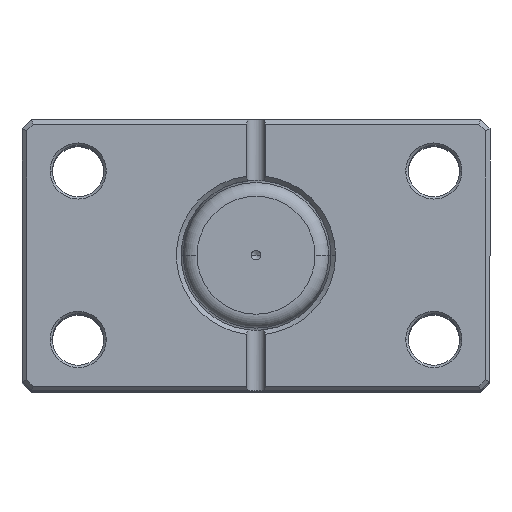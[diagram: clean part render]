
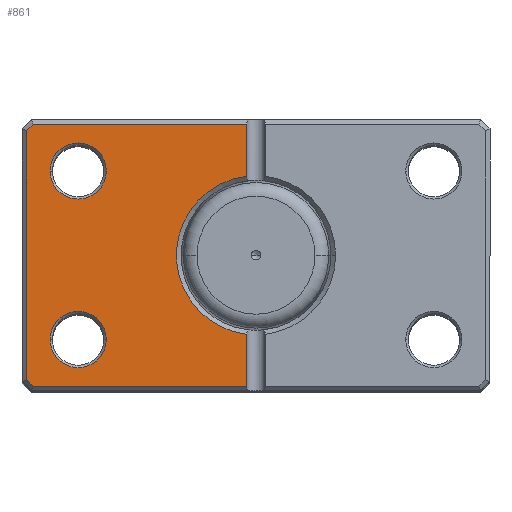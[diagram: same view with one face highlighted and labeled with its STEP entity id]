
A CAD part, top view. The second image highlights one B-rep face of the part: STEP entity #861.
In plain terms, the highlighted face is planar.
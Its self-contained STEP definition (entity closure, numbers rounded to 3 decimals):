
#30 = ORIENTED_EDGE ( 'NONE', *, *, #2054, .T. ) ;
#32 = CARTESIAN_POINT ( 'NONE',  ( 2., -28., 0. ) ) ;
#98 = CARTESIAN_POINT ( 'NONE',  ( 0., 0., 0. ) ) ;
#129 = CARTESIAN_POINT ( 'NONE',  ( 37.793, 37.793, 0. ) ) ;
#178 = DIRECTION ( 'NONE',  ( -1., 0., 0. ) ) ;
#214 = ORIENTED_EDGE ( 'NONE', *, *, #2035, .T. ) ;
#301 = ORIENTED_EDGE ( 'NONE', *, *, #2016, .T. ) ;
#326 = LINE ( 'NONE', #129, #4529 ) ;
#394 = EDGE_LOOP ( 'NONE', ( #4791, #3576 ) ) ;
#507 = CIRCLE ( 'NONE', #5956, 17. ) ;
#569 = VERTEX_POINT ( 'NONE', #4888 ) ;
#655 = VERTEX_POINT ( 'NONE', #4284 ) ;
#692 = DIRECTION ( 'NONE',  ( 1., 0., 0. ) ) ;
#715 = DIRECTION ( 'NONE',  ( 0.707, -0.707, 0. ) ) ;
#842 = VERTEX_POINT ( 'NONE', #4100 ) ;
#860 = VERTEX_POINT ( 'NONE', #3128 ) ;
#861 = ADVANCED_FACE ( 'NONE', ( #2155, #985, #3546 ), #5022, .F. ) ;
#982 = CIRCLE ( 'NONE', #5623, 6. ) ;
#985 = FACE_BOUND ( 'NONE', #6312, .T. ) ;
#1246 = CARTESIAN_POINT ( 'NONE',  ( 2., 29., 0. ) ) ;
#1393 = EDGE_CURVE ( 'NONE', #5572, #655, #982, .T. ) ;
#1467 = EDGE_CURVE ( 'NONE', #842, #860, #6471, .T. ) ;
#1480 = VERTEX_POINT ( 'NONE', #2710 ) ;
#1546 = CARTESIAN_POINT ( 'NONE',  ( 38., -18., 0. ) ) ;
#1567 = ORIENTED_EDGE ( 'NONE', *, *, #2047, .T. ) ;
#1658 = ORIENTED_EDGE ( 'NONE', *, *, #2024, .T. ) ;
#1758 = VERTEX_POINT ( 'NONE', #32 ) ;
#1763 = ORIENTED_EDGE ( 'NONE', *, *, #2033, .T. ) ;
#1876 = VECTOR ( 'NONE', #4816, 1000. ) ;
#1903 = DIRECTION ( 'NONE',  ( -0.707, -0.707, 0. ) ) ;
#2003 = EDGE_CURVE ( 'NONE', #860, #842, #4812, .T. ) ;
#2005 = EDGE_CURVE ( 'NONE', #655, #5572, #5878, .T. ) ;
#2016 = EDGE_CURVE ( 'NONE', #1758, #2639, #2049, .T. ) ;
#2022 = EDGE_CURVE ( 'NONE', #2639, #5699, #507, .T. ) ;
#2024 = EDGE_CURVE ( 'NONE', #5699, #569, #3289, .T. ) ;
#2033 = EDGE_CURVE ( 'NONE', #569, #5760, #3133, .T. ) ;
#2035 = EDGE_CURVE ( 'NONE', #5760, #1480, #326, .T. ) ;
#2047 = EDGE_CURVE ( 'NONE', #1480, #3258, #5444, .T. ) ;
#2049 = LINE ( 'NONE', #1246, #3443 ) ;
#2054 = EDGE_CURVE ( 'NONE', #3258, #4869, #4119, .T. ) ;
#2062 = EDGE_CURVE ( 'NONE', #4869, #1758, #6381, .T. ) ;
#2135 = DIRECTION ( 'NONE',  ( 1., 0., 0. ) ) ;
#2145 = CARTESIAN_POINT ( 'NONE',  ( 2., 16.882, 0. ) ) ;
#2146 = CARTESIAN_POINT ( 'NONE',  ( 0., 0., 0. ) ) ;
#2155 = FACE_BOUND ( 'NONE', #394, .T. ) ;
#2198 = CARTESIAN_POINT ( 'NONE',  ( 38., -18., 0. ) ) ;
#2404 = DIRECTION ( 'NONE',  ( 0., 1., 0. ) ) ;
#2431 = CARTESIAN_POINT ( 'NONE',  ( 0., 28., 0. ) ) ;
#2639 = VERTEX_POINT ( 'NONE', #5368 ) ;
#2710 = CARTESIAN_POINT ( 'NONE',  ( 49., 26.586, 0. ) ) ;
#2770 = DIRECTION ( 'NONE',  ( 1., 0., 0. ) ) ;
#2998 = CARTESIAN_POINT ( 'NONE',  ( 49., 0., 0. ) ) ;
#3072 = DIRECTION ( 'NONE',  ( 0., 0., 1. ) ) ;
#3128 = CARTESIAN_POINT ( 'NONE',  ( 44., -18., 0. ) ) ;
#3133 = LINE ( 'NONE', #2431, #5592 ) ;
#3258 = VERTEX_POINT ( 'NONE', #5179 ) ;
#3289 = LINE ( 'NONE', #5720, #1876 ) ;
#3423 = ORIENTED_EDGE ( 'NONE', *, *, #2005, .T. ) ;
#3443 = VECTOR ( 'NONE', #2404, 1000. ) ;
#3500 = CARTESIAN_POINT ( 'NONE',  ( 0., -28., 0. ) ) ;
#3546 = FACE_OUTER_BOUND ( 'NONE', #3724, .T. ) ;
#3576 = ORIENTED_EDGE ( 'NONE', *, *, #2003, .T. ) ;
#3724 = EDGE_LOOP ( 'NONE', ( #301, #5573, #1658, #1763, #214, #1567, #30, #4035 ) ) ;
#3757 = DIRECTION ( 'NONE',  ( 0., 0., 1. ) ) ;
#3915 = DIRECTION ( 'NONE',  ( 0., 0., 1. ) ) ;
#3919 = DIRECTION ( 'NONE',  ( 1., 0., 0. ) ) ;
#4035 = ORIENTED_EDGE ( 'NONE', *, *, #2062, .T. ) ;
#4100 = CARTESIAN_POINT ( 'NONE',  ( 32., -18., 0. ) ) ;
#4119 = LINE ( 'NONE', #4864, #6528 ) ;
#4221 = CARTESIAN_POINT ( 'NONE',  ( 47.586, 28., 0. ) ) ;
#4284 = CARTESIAN_POINT ( 'NONE',  ( 44., 18., 0. ) ) ;
#4404 = VECTOR ( 'NONE', #6224, 1000. ) ;
#4441 = CARTESIAN_POINT ( 'NONE',  ( 47.586, -28., 0. ) ) ;
#4529 = VECTOR ( 'NONE', #715, 1000. ) ;
#4644 = AXIS2_PLACEMENT_3D ( 'NONE', #2146, #5048, #5089 ) ;
#4651 = ORIENTED_EDGE ( 'NONE', *, *, #1393, .T. ) ;
#4791 = ORIENTED_EDGE ( 'NONE', *, *, #1467, .T. ) ;
#4812 = CIRCLE ( 'NONE', #6088, 6. ) ;
#4816 = DIRECTION ( 'NONE',  ( 0., 1., 0. ) ) ;
#4864 = CARTESIAN_POINT ( 'NONE',  ( 37.793, -37.793, 0. ) ) ;
#4869 = VERTEX_POINT ( 'NONE', #4441 ) ;
#4888 = CARTESIAN_POINT ( 'NONE',  ( 2., 28., 0. ) ) ;
#5022 = PLANE ( 'NONE',  #4644 ) ;
#5027 = DIRECTION ( 'NONE',  ( 0., 0., 1. ) ) ;
#5048 = DIRECTION ( 'NONE',  ( 0., 0., 1. ) ) ;
#5089 = DIRECTION ( 'NONE',  ( 1., 0., 0. ) ) ;
#5164 = VECTOR ( 'NONE', #178, 1000. ) ;
#5179 = CARTESIAN_POINT ( 'NONE',  ( 49., -26.586, 0. ) ) ;
#5278 = DIRECTION ( 'NONE',  ( 1., 0., 0. ) ) ;
#5368 = CARTESIAN_POINT ( 'NONE',  ( 2., -16.882, 0. ) ) ;
#5444 = LINE ( 'NONE', #2998, #4404 ) ;
#5551 = DIRECTION ( 'NONE',  ( 0., 0., 1. ) ) ;
#5572 = VERTEX_POINT ( 'NONE', #6416 ) ;
#5573 = ORIENTED_EDGE ( 'NONE', *, *, #2022, .T. ) ;
#5592 = VECTOR ( 'NONE', #5278, 1000. ) ;
#5623 = AXIS2_PLACEMENT_3D ( 'NONE', #5838, #3072, #6308 ) ;
#5699 = VERTEX_POINT ( 'NONE', #2145 ) ;
#5720 = CARTESIAN_POINT ( 'NONE',  ( 2., 29., 0. ) ) ;
#5760 = VERTEX_POINT ( 'NONE', #4221 ) ;
#5838 = CARTESIAN_POINT ( 'NONE',  ( 38., 18., 0. ) ) ;
#5878 = CIRCLE ( 'NONE', #6276, 6. ) ;
#5956 = AXIS2_PLACEMENT_3D ( 'NONE', #98, #3915, #692 ) ;
#6088 = AXIS2_PLACEMENT_3D ( 'NONE', #2198, #5551, #2770 ) ;
#6224 = DIRECTION ( 'NONE',  ( 0., -1., 0. ) ) ;
#6276 = AXIS2_PLACEMENT_3D ( 'NONE', #6478, #3757, #3919 ) ;
#6308 = DIRECTION ( 'NONE',  ( 1., 0., 0. ) ) ;
#6312 = EDGE_LOOP ( 'NONE', ( #4651, #3423 ) ) ;
#6331 = AXIS2_PLACEMENT_3D ( 'NONE', #1546, #5027, #2135 ) ;
#6381 = LINE ( 'NONE', #3500, #5164 ) ;
#6416 = CARTESIAN_POINT ( 'NONE',  ( 32., 18., 0. ) ) ;
#6471 = CIRCLE ( 'NONE', #6331, 6. ) ;
#6478 = CARTESIAN_POINT ( 'NONE',  ( 38., 18., 0. ) ) ;
#6528 = VECTOR ( 'NONE', #1903, 1000. ) ;
